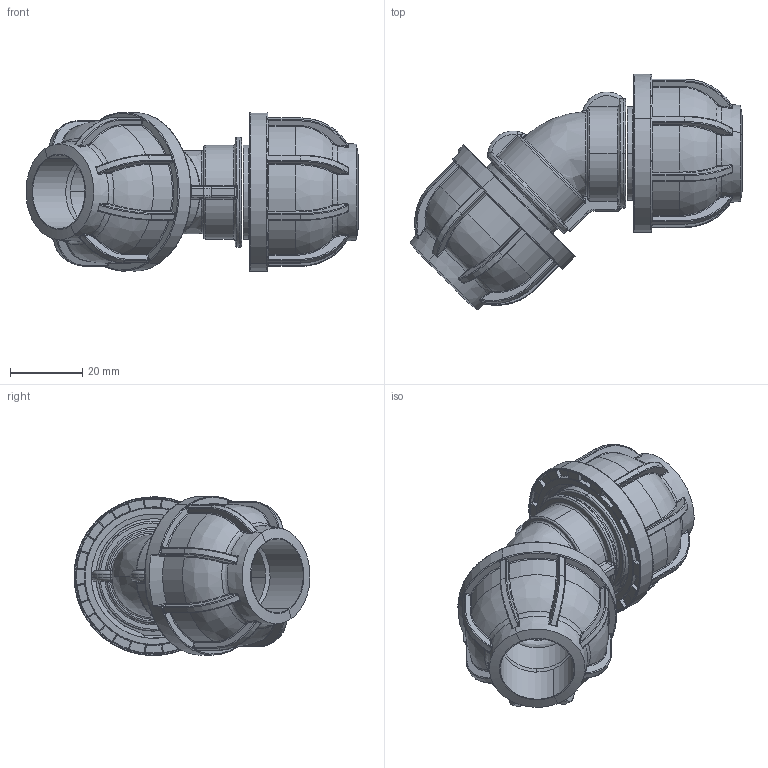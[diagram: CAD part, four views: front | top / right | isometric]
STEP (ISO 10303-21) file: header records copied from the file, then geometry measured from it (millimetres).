
FILE_DESCRIPTION (( 'STEP AP203' ), '1' );
FILE_NAME ('R245.020.020.STEP', '2016-10-18T15:55:45', ( '' ), ( '' ), 'SwSTEP 2.0', 'SolidWorks 2016', '' );
FILE_SCHEMA (( 'CONFIG_CONTROL_DESIGN' ));
Length unit declared in the file: millimetre
Products named in the file (1): R245.020.020
Bounding box: 92.1 x 65.42 x 44.07 mm (x, y, z)
Surface area: 25297.6 mm2 (no closed solid volume)
Topology: 0 solids, 10 shells, 1218 faces, 3566 edges, 2143 vertices
Faces by surface type: bspline 657, cylinder 313, plane 188, cone 60
Entity records: 57111 total; most frequent: CARTESIAN_POINT 30658, ORIENTED_EDGE 5822, DIRECTION 4637, EDGE_CURVE 3542, VERTEX_POINT 2143, AXIS2_PLACEMENT_3D 1941, CIRCLE 1379, EDGE_LOOP 1226
